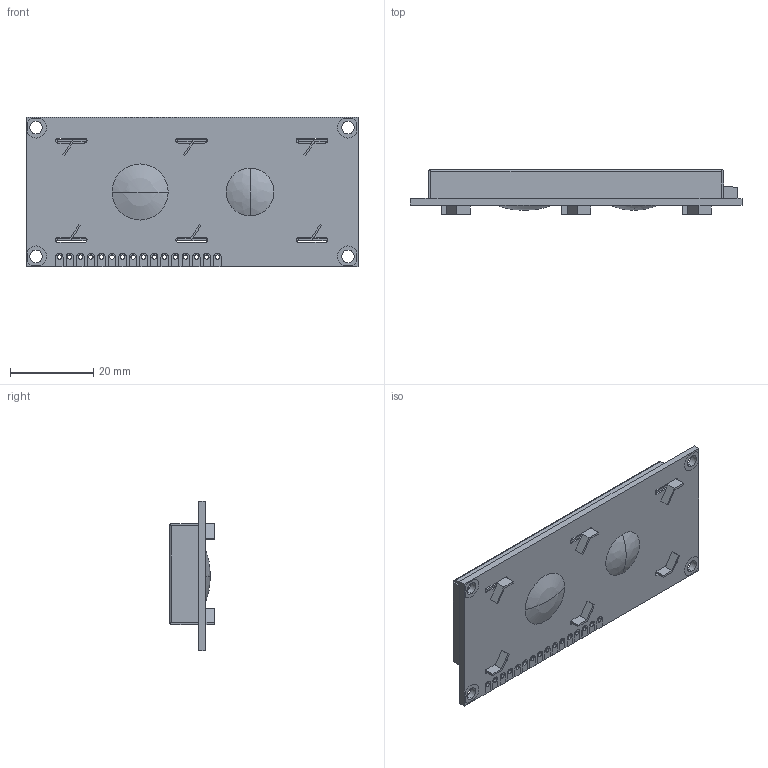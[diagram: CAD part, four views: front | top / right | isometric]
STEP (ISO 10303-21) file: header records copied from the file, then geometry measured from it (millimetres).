
FILE_DESCRIPTION((''),'2;1');
FILE_NAME('DFAUT0_ASM','2017-06-13T23:29:23',('bendras'),(''),'CREO PARAMETRIC BY PTC INC, 2016390','CREO PARAMETRIC BY PTC INC, 2016390','');
FILE_SCHEMA(('CONFIG_CONTROL_DESIGN'));
Length unit declared in the file: millimetre
Products named in the file (4): DFAUT0; DFAUT0_ASM
Assembly tree (3 placements, depth 2):
  DFAUT0_ASM
    DFAUT0
    DFAUT0
    DFAUT0
Bounding box: 80 x 10.8 x 36 mm (x, y, z)
Volume: 16186.3 mm3; surface area: 11616.1 mm2
Topology: 3 solids, 3 shells, 325 faces, 997 edges, 685 vertices
Faces by surface type: plane 217, cylinder 104, revolution 2, sphere 2
Entity records: 11473 total; most frequent: CARTESIAN_POINT 2023, ORIENTED_EDGE 1986, DIRECTION 1948, EDGE_CURVE 993, VECTOR 696, LINE 696, VERTEX_POINT 685, AXIS2_PLACEMENT_3D 625
